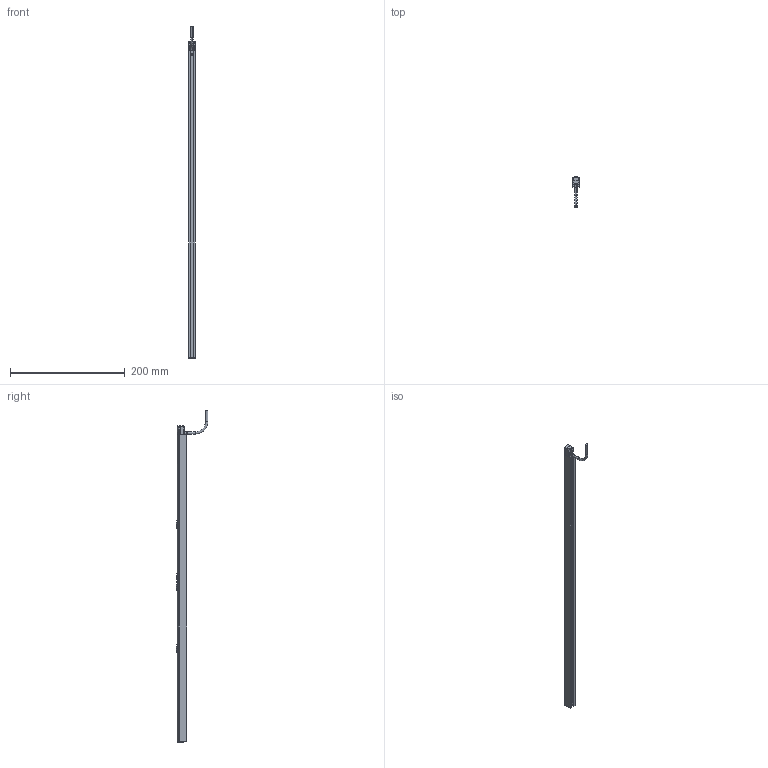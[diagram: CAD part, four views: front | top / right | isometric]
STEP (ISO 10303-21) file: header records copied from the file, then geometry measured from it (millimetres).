
FILE_DESCRIPTION((''),'2;1');
FILE_NAME('247669_SM01_ASM','2025-02-03T15:15:16',('banengservice'),('BANNER ENGINEERING'),'CREO PARAMETRIC BY PTC INC, 2022414','CREO PARAMETRIC BY PTC INC, 2022414','');
FILE_SCHEMA(('CONFIG_CONTROL_DESIGN'));
Products named in the file (2): 247669_EP-01; 247669_SM01_ASM
Assembly tree (1 placements, depth 2):
  247669_SM01_ASM
    247669_EP-01
Bounding box: 12 x 55.35 x 579.15 mm (x, y, z)
Volume: 89009.3 mm3; surface area: 40905.5 mm2
Topology: 2 solids, 2 shells, 800 faces, 2160 edges, 1330 vertices
Faces by surface type: bspline 286, plane 243, cylinder 162, cone 53, torus 18, sphere 18, revolution 12, extrusion 8
Entity records: 52659 total; most frequent: CARTESIAN_POINT 35339, ORIENTED_EDGE 4292, DIRECTION 2637, EDGE_CURVE 2146, VERTEX_POINT 1330, B_SPLINE_CURVE_WITH_KNOTS 987, AXIS2_PLACEMENT_3D 941, EDGE_LOOP 828
